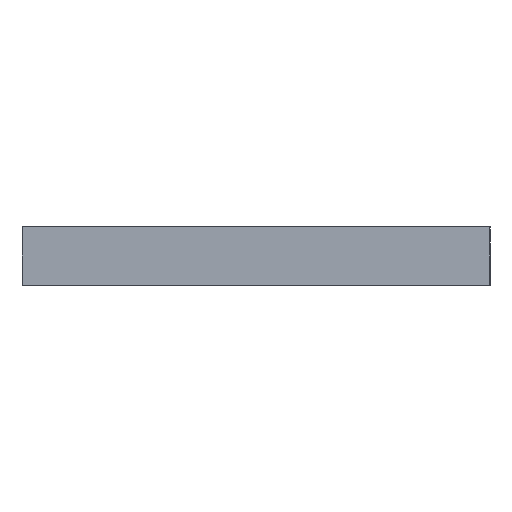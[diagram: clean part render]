
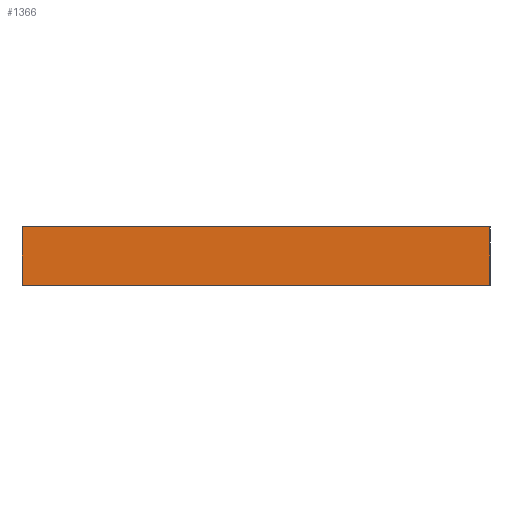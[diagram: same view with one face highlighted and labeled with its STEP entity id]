
A CAD part, left-side view. The second image highlights one B-rep face of the part: STEP entity #1366.
In plain terms, the highlighted planar face has unit normal (-1, 0, 0).
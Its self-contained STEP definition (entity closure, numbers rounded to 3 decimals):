
#38=PLANE('',#1406);
#129=FACE_OUTER_BOUND('',#210,.T.);
#210=EDGE_LOOP('',(#1225,#1226,#1227,#1228));
#249=LINE('',#3575,#301);
#255=LINE('',#9755,#307);
#261=LINE('',#9766,#313);
#262=LINE('',#9768,#314);
#301=VECTOR('',#1465,10.);
#307=VECTOR('',#1497,10.);
#313=VECTOR('',#1507,10.);
#314=VECTOR('',#1510,10.);
#520=VERTEX_POINT('',#3572);
#521=VERTEX_POINT('',#3574);
#592=VERTEX_POINT('',#9754);
#595=VERTEX_POINT('',#9764);
#677=EDGE_CURVE('',#520,#521,#249,.T.);
#799=EDGE_CURVE('',#521,#592,#255,.T.);
#805=EDGE_CURVE('',#592,#595,#261,.T.);
#806=EDGE_CURVE('',#595,#520,#262,.T.);
#1225=ORIENTED_EDGE('',*,*,#806,.F.);
#1226=ORIENTED_EDGE('',*,*,#805,.F.);
#1227=ORIENTED_EDGE('',*,*,#799,.F.);
#1228=ORIENTED_EDGE('',*,*,#677,.F.);
#1366=ADVANCED_FACE('',(#129),#38,.T.);
#1406=AXIS2_PLACEMENT_3D('',#9769,#1511,#1512);
#1465=DIRECTION('',(0.,-1.,0.));
#1497=DIRECTION('',(0.,0.,-1.));
#1507=DIRECTION('',(0.,1.,0.));
#1510=DIRECTION('',(0.,0.,1.));
#1511=DIRECTION('center_axis',(-1.,0.,0.));
#1512=DIRECTION('ref_axis',(0.,1.,0.));
#3572=CARTESIAN_POINT('',(-187.194,118.388,11.));
#3574=CARTESIAN_POINT('',(-187.194,-84.812,11.));
#3575=CARTESIAN_POINT('',(-187.194,-34.012,11.));
#9754=CARTESIAN_POINT('',(-187.194,-84.812,-14.4));
#9755=CARTESIAN_POINT('',(-187.194,-84.812,11.));
#9764=CARTESIAN_POINT('',(-187.194,118.388,-14.4));
#9766=CARTESIAN_POINT('',(-187.194,-84.812,-14.4));
#9768=CARTESIAN_POINT('',(-187.194,118.388,0.));
#9769=CARTESIAN_POINT('Origin',(-187.194,-84.812,11.));
